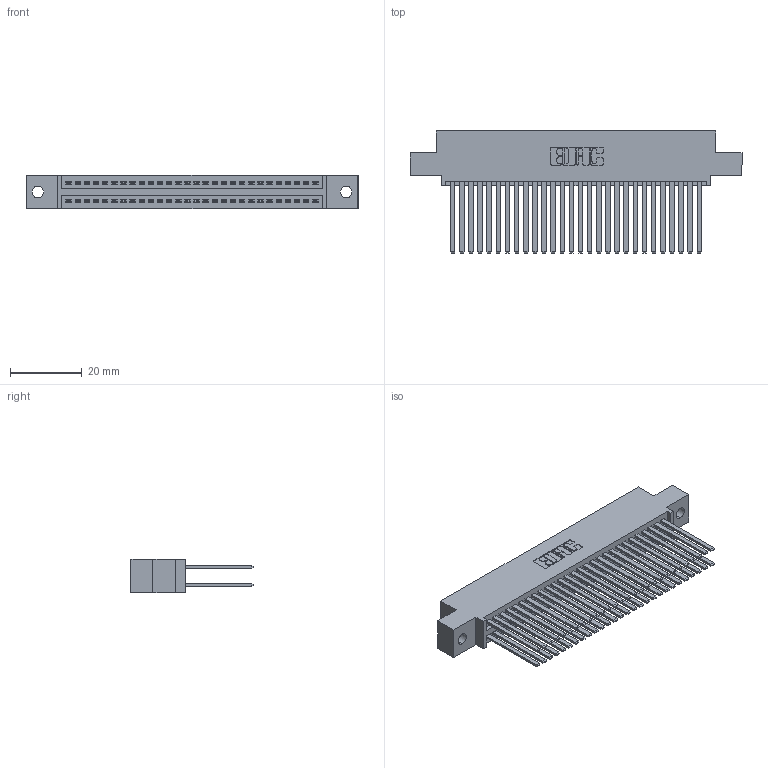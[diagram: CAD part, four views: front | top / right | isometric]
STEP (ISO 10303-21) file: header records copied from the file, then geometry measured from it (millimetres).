
FILE_DESCRIPTION (( 'STEP AP203' ), '1' );
FILE_NAME ('395-056-544-502.STEP', '2019-10-19T19:03:41', ( '' ), ( '' ), 'SwSTEP 2.0', 'SolidWorks 2016', '' );
FILE_SCHEMA (( 'CONFIG_CONTROL_DESIGN' ));
Length unit declared in the file: inch
Products named in the file (3): 395-056-544-502; 345 Part_0.110 Offset - 0.128 Dia; 345-292-001_345-293-144
Assembly tree (57 placements, depth 2):
  395-056-544-502
    345 Part_0.110 Offset - 0.128 Dia
    345-292-001_345-293-144  x56
Bounding box: 92.33 x 33.96 x 9.4 mm (x, y, z)
Volume: 9513.9 mm3; surface area: 15913 mm2
Topology: 57 solids, 57 shells, 2594 faces, 7689 edges, 5050 vertices
Faces by surface type: plane 1708, cylinder 886
Entity records: 23805 total; most frequent: CARTESIAN_POINT 4004, ORIENTED_EDGE 3938, DIRECTION 3545, EDGE_CURVE 1969, LINE 1729, VECTOR 1729, VERTEX_POINT 1310, AXIS2_PLACEMENT_3D 908
